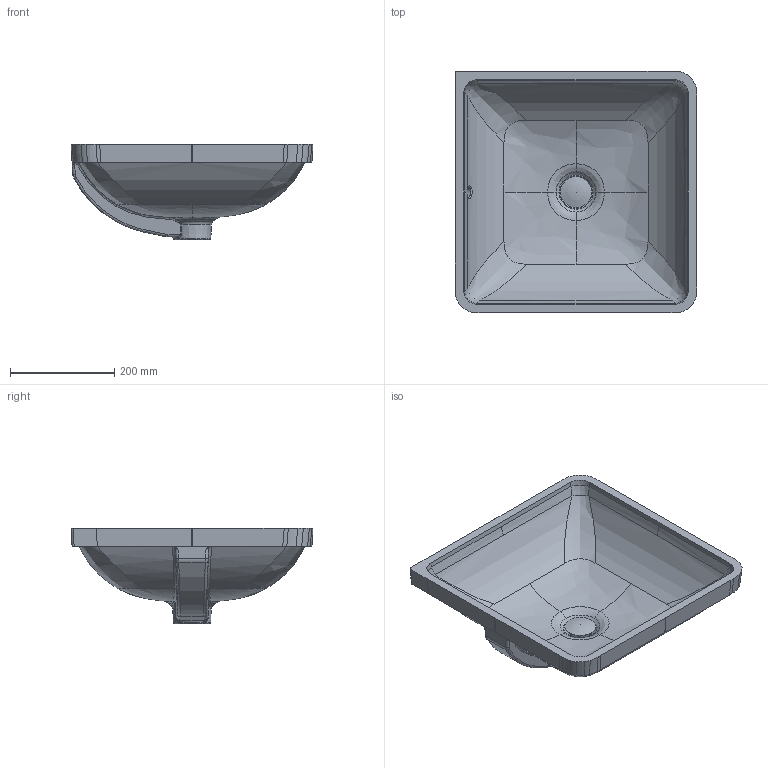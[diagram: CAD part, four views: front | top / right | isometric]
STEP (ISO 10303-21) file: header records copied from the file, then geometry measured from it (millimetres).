
FILE_DESCRIPTION((''),'2;1');
FILE_NAME('030543.stp','2012-04-11T18:59:43',('Administrator'),(''),'Autodesk Inventor 2011','Autodesk Inventor 2011','');
FILE_SCHEMA(('CONFIG_CONTROL_DESIGN'));
Length unit declared in the file: millimetre
Products named in the file (4): 030543; Kelch; Stopfen
Assembly tree (3 placements, depth 2):
  030543
    030543
    Kelch
    Stopfen
Bounding box: 463.49 x 463.49 x 183.37 mm (x, y, z)
Volume: 4257305.6 mm3; surface area: 679249 mm2
Topology: 3 solids, 3 shells, 202 faces, 513 edges, 315 vertices
Faces by surface type: bspline 108, plane 43, cylinder 37, torus 9, cone 5
Full cylindrical faces by diameter (mm): 20 x1, 42 x1, 44 x1, 49 x1, 60 x1
Entity records: 49922 total; most frequent: CARTESIAN_POINT 45537, ORIENTED_EDGE 986, DIRECTION 591, EDGE_CURVE 493, VERTEX_POINT 310, EDGE_LOOP 219, B_SPLINE_CURVE_WITH_KNOTS 209, AXIS2_PLACEMENT_3D 206
